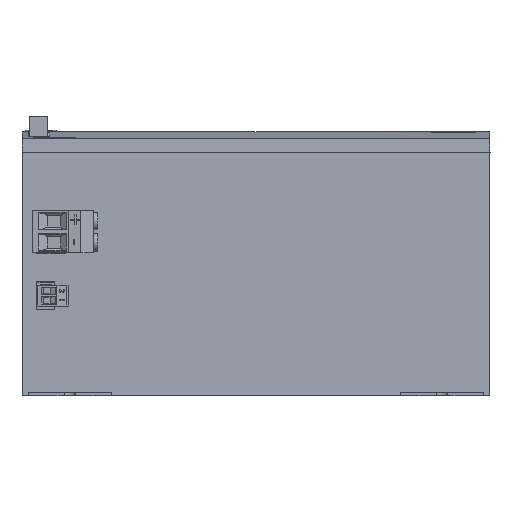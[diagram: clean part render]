
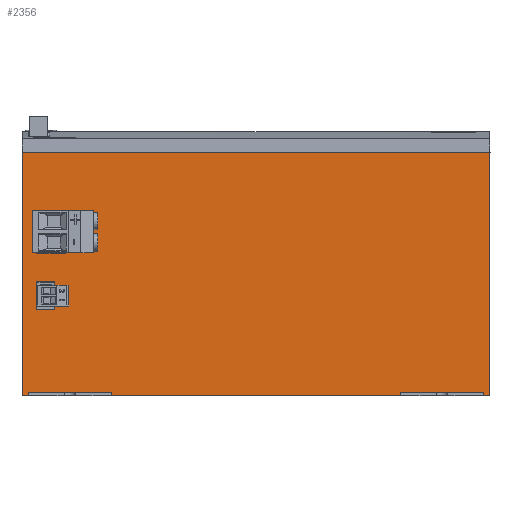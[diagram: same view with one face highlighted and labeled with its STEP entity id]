
A CAD part, front view. The second image highlights one B-rep face of the part: STEP entity #2356.
In plain terms, the highlighted planar face has unit normal (0, -1, 0).
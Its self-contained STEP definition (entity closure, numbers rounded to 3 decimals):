
#862=FACE_BOUND('',#4882,.T.);
#863=FACE_BOUND('',#4883,.T.);
#864=FACE_BOUND('',#4884,.T.);
#2356=ADVANCED_FACE('NONE',(#862,#863,#864),#21214,.F.);
#4882=EDGE_LOOP('',(#10836,#10837,#10838,#10839));
#4883=EDGE_LOOP('',(#10840,#10841,#10842,#10843));
#4884=EDGE_LOOP('',(#10844,#10845,#10846,#10847,#10848,#10849,#10850,#10851,
#10852,#10853,#10854,#10855));
#6146=LINE('',#51560,#7497);
#6147=LINE('',#51563,#7498);
#6148=LINE('',#51565,#7499);
#6149=LINE('',#51567,#7500);
#6150=LINE('',#51568,#7501);
#6151=LINE('',#51571,#7502);
#6152=LINE('',#51573,#7503);
#6153=LINE('',#51575,#7504);
#6154=LINE('',#51576,#7505);
#6155=LINE('',#51579,#7506);
#6156=LINE('',#51581,#7507);
#6157=LINE('',#51583,#7508);
#6158=LINE('',#51585,#7509);
#6159=LINE('',#51587,#7510);
#6160=LINE('',#51589,#7511);
#6161=LINE('',#51591,#7512);
#6162=LINE('',#51593,#7513);
#6163=LINE('',#51595,#7514);
#6164=LINE('',#51597,#7515);
#6165=LINE('',#51599,#7516);
#7497=VECTOR('',#25913,1.);
#7498=VECTOR('',#25914,1.);
#7499=VECTOR('',#25915,1.);
#7500=VECTOR('',#25916,1.);
#7501=VECTOR('',#25917,1.);
#7502=VECTOR('',#25918,1.);
#7503=VECTOR('',#25919,1.);
#7504=VECTOR('',#25920,1.);
#7505=VECTOR('',#25921,1.);
#7506=VECTOR('',#25922,1.);
#7507=VECTOR('',#25923,1.);
#7508=VECTOR('',#25924,1.);
#7509=VECTOR('',#25925,1.);
#7510=VECTOR('',#25926,1.);
#7511=VECTOR('',#25927,1.);
#7512=VECTOR('',#25928,1.);
#7513=VECTOR('',#25929,1.);
#7514=VECTOR('',#25930,1.);
#7515=VECTOR('',#25931,1.);
#7516=VECTOR('',#25932,1.);
#10836=ORIENTED_EDGE('',*,*,#17427,.F.);
#10837=ORIENTED_EDGE('',*,*,#17428,.T.);
#10838=ORIENTED_EDGE('',*,*,#17429,.T.);
#10839=ORIENTED_EDGE('',*,*,#17430,.T.);
#10840=ORIENTED_EDGE('',*,*,#17431,.F.);
#10841=ORIENTED_EDGE('',*,*,#17432,.F.);
#10842=ORIENTED_EDGE('',*,*,#17433,.F.);
#10843=ORIENTED_EDGE('',*,*,#17434,.T.);
#10844=ORIENTED_EDGE('',*,*,#17435,.F.);
#10845=ORIENTED_EDGE('',*,*,#17436,.T.);
#10846=ORIENTED_EDGE('',*,*,#17437,.F.);
#10847=ORIENTED_EDGE('',*,*,#17438,.T.);
#10848=ORIENTED_EDGE('',*,*,#17439,.T.);
#10849=ORIENTED_EDGE('',*,*,#17440,.T.);
#10850=ORIENTED_EDGE('',*,*,#17441,.F.);
#10851=ORIENTED_EDGE('',*,*,#17442,.F.);
#10852=ORIENTED_EDGE('',*,*,#17443,.T.);
#10853=ORIENTED_EDGE('',*,*,#17444,.T.);
#10854=ORIENTED_EDGE('',*,*,#17445,.F.);
#10855=ORIENTED_EDGE('',*,*,#17446,.T.);
#14970=VERTEX_POINT('',#51561);
#14971=VERTEX_POINT('',#51562);
#14972=VERTEX_POINT('',#51564);
#14973=VERTEX_POINT('',#51566);
#14974=VERTEX_POINT('',#51569);
#14975=VERTEX_POINT('',#51570);
#14976=VERTEX_POINT('',#51572);
#14977=VERTEX_POINT('',#51574);
#14978=VERTEX_POINT('',#51577);
#14979=VERTEX_POINT('',#51578);
#14980=VERTEX_POINT('',#51580);
#14981=VERTEX_POINT('',#51582);
#14982=VERTEX_POINT('',#51584);
#14983=VERTEX_POINT('',#51586);
#14984=VERTEX_POINT('',#51588);
#14985=VERTEX_POINT('',#51590);
#14986=VERTEX_POINT('',#51592);
#14987=VERTEX_POINT('',#51594);
#14988=VERTEX_POINT('',#51596);
#14989=VERTEX_POINT('',#51598);
#17427=EDGE_CURVE('',#14970,#14971,#6146,.T.);
#17428=EDGE_CURVE('',#14970,#14972,#6147,.T.);
#17429=EDGE_CURVE('',#14972,#14973,#6148,.T.);
#17430=EDGE_CURVE('',#14973,#14971,#6149,.T.);
#17431=EDGE_CURVE('',#14974,#14975,#6150,.T.);
#17432=EDGE_CURVE('',#14976,#14974,#6151,.T.);
#17433=EDGE_CURVE('',#14977,#14976,#6152,.T.);
#17434=EDGE_CURVE('',#14977,#14975,#6153,.T.);
#17435=EDGE_CURVE('',#14978,#14979,#6154,.T.);
#17436=EDGE_CURVE('',#14978,#14980,#6155,.T.);
#17437=EDGE_CURVE('',#14981,#14980,#6156,.T.);
#17438=EDGE_CURVE('NONE',#14981,#14982,#6157,.T.);
#17439=EDGE_CURVE('',#14982,#14983,#6158,.T.);
#17440=EDGE_CURVE('',#14983,#14984,#6159,.T.);
#17441=EDGE_CURVE('',#14985,#14984,#6160,.T.);
#17442=EDGE_CURVE('',#14986,#14985,#6161,.T.);
#17443=EDGE_CURVE('',#14986,#14987,#6162,.T.);
#17444=EDGE_CURVE('',#14987,#14988,#6163,.T.);
#17445=EDGE_CURVE('',#14989,#14988,#6164,.T.);
#17446=EDGE_CURVE('',#14989,#14979,#6165,.T.);
#21214=PLANE('',#22954);
#22954=AXIS2_PLACEMENT_3D('',#51600,#25933,#25934);
#25913=DIRECTION('',(1.,0.,0.));
#25914=DIRECTION('',(0.,0.,1.));
#25915=DIRECTION('',(1.,0.,0.));
#25916=DIRECTION('',(0.,0.,-1.));
#25917=DIRECTION('',(0.,0.,1.));
#25918=DIRECTION('',(1.,0.,0.));
#25919=DIRECTION('',(0.,0.,-1.));
#25920=DIRECTION('',(1.,0.,0.));
#25921=DIRECTION('',(1.,0.,0.));
#25922=DIRECTION('',(0.,0.,-1.));
#25923=DIRECTION('',(-1.,0.,0.));
#25924=DIRECTION('',(0.,0.,1.));
#25925=DIRECTION('',(1.,0.,0.));
#25926=DIRECTION('',(0.,0.,-1.));
#25927=DIRECTION('',(-1.,0.,0.));
#25928=DIRECTION('',(0.,0.,-1.));
#25929=DIRECTION('',(1.,0.,0.));
#25930=DIRECTION('',(0.,0.,-1.));
#25931=DIRECTION('',(-1.,0.,0.));
#25932=DIRECTION('',(0.,0.,1.));
#25933=DIRECTION('',(0.,1.,0.));
#25934=DIRECTION('',(-1.,0.,0.));
#51560=CARTESIAN_POINT('',(222.,30.54,41.57));
#51561=CARTESIAN_POINT('',(7.045,30.54,41.57));
#51562=CARTESIAN_POINT('',(15.815,30.54,41.57));
#51563=CARTESIAN_POINT('',(7.045,30.54,3.));
#51564=CARTESIAN_POINT('',(7.045,30.54,54.73));
#51565=CARTESIAN_POINT('',(222.,30.54,54.73));
#51566=CARTESIAN_POINT('',(15.815,30.54,54.73));
#51567=CARTESIAN_POINT('',(15.815,30.54,3.));
#51568=CARTESIAN_POINT('',(20.839,30.54,3.));
#51569=CARTESIAN_POINT('',(20.839,30.54,68.57));
#51570=CARTESIAN_POINT('',(20.839,30.54,89.09));
#51571=CARTESIAN_POINT('',(222.,30.54,68.57));
#51572=CARTESIAN_POINT('',(7.039,30.54,68.57));
#51573=CARTESIAN_POINT('',(7.039,30.54,3.));
#51574=CARTESIAN_POINT('',(7.039,30.54,89.09));
#51575=CARTESIAN_POINT('',(222.,30.54,89.09));
#51576=CARTESIAN_POINT('',(0.,30.54,116.999));
#51577=CARTESIAN_POINT('',(0.,30.54,116.999));
#51578=CARTESIAN_POINT('',(225.,30.54,116.999));
#51579=CARTESIAN_POINT('',(0.,30.54,3.));
#51580=CARTESIAN_POINT('',(0.,30.54,0.));
#51581=CARTESIAN_POINT('',(222.,30.54,0.));
#51582=CARTESIAN_POINT('',(3.,30.54,0.));
#51583=CARTESIAN_POINT('',(3.,30.54,3.));
#51584=CARTESIAN_POINT('',(3.,30.54,1.5));
#51585=CARTESIAN_POINT('',(225.,30.54,1.5));
#51586=CARTESIAN_POINT('',(43.,30.54,1.5));
#51587=CARTESIAN_POINT('',(43.,30.54,3.));
#51588=CARTESIAN_POINT('',(43.,30.54,0.));
#51589=CARTESIAN_POINT('',(225.,30.54,0.));
#51590=CARTESIAN_POINT('',(182.,30.54,0.));
#51591=CARTESIAN_POINT('',(182.,30.54,3.));
#51592=CARTESIAN_POINT('',(182.,30.54,1.5));
#51593=CARTESIAN_POINT('',(225.,30.54,1.5));
#51594=CARTESIAN_POINT('',(222.,30.54,1.5));
#51595=CARTESIAN_POINT('',(222.,30.54,3.));
#51596=CARTESIAN_POINT('',(222.,30.54,0.));
#51597=CARTESIAN_POINT('',(225.,30.54,0.));
#51598=CARTESIAN_POINT('',(225.,30.54,0.));
#51599=CARTESIAN_POINT('',(225.,30.54,3.));
#51600=CARTESIAN_POINT('',(222.,30.54,3.));
